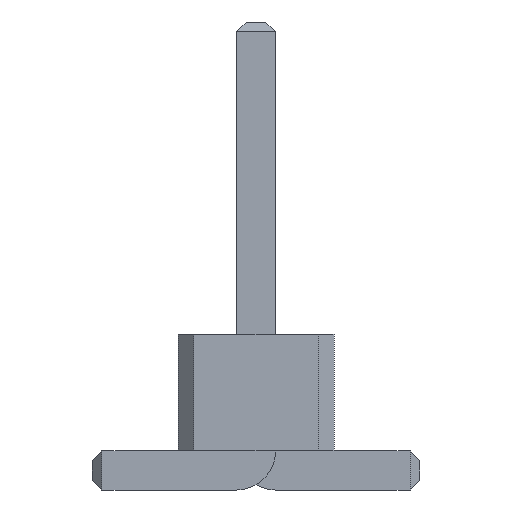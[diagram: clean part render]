
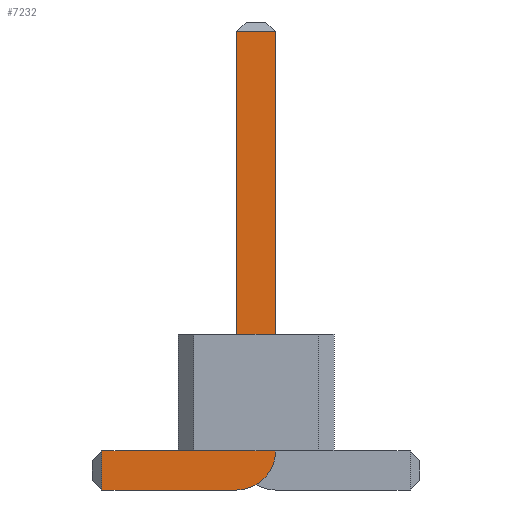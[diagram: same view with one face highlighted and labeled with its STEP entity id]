
A CAD part, front view. The second image highlights one B-rep face of the part: STEP entity #7232.
In plain terms, the highlighted planar face has unit normal (0, -1, 0).
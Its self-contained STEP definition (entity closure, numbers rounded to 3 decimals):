
#13=DIRECTION('',(0.,0.,1.));
#27=VECTOR('',#13,1.);
#56=DIRECTION('',(0.,-1.,0.));
#67=DIRECTION('',(1.,0.,0.));
#1523=VECTOR('',#67,1.);
#1576=DIRECTION('',(-1.,0.,0.));
#3029=VECTOR('',#1576,1.);
#3239=DIRECTION('',(0.,0.,-1.));
#3256=VECTOR('',#3239,1.);
#7087=DIRECTION('',(0.,-1.,0.));
#7088=DIRECTION('',(-1.,0.,0.));
#7095=VERTEX_POINT('',#7096);
#7096=CARTESIAN_POINT('',(-1.975,-25.25,0.));
#7098=ORIENTED_EDGE('',*,*,#7099,.T.);
#7099=EDGE_CURVE('',#7095,#7100,#7102,.T.);
#7100=VERTEX_POINT('',#7101);
#7101=CARTESIAN_POINT('',(-0.25,-25.25,0.));
#7102=LINE('',#7103,#1523);
#7103=CARTESIAN_POINT('',(-2.1,-25.25,0.));
#7135=VERTEX_POINT('',#7136);
#7136=CARTESIAN_POINT('',(0.25,-25.25,0.5));
#7139=EDGE_CURVE('',#7100,#7135,#7140,.T.);
#7140=CIRCLE('',#7141,0.5);
#7141=AXIS2_PLACEMENT_3D('',#7142,#56,#3239);
#7142=CARTESIAN_POINT('',(-0.25,-25.25,0.5));
#7150=VERTEX_POINT('',#7142);
#7152=ORIENTED_EDGE('',*,*,#7153,.T.);
#7153=EDGE_CURVE('',#7150,#7154,#7156,.T.);
#7154=VERTEX_POINT('',#7155);
#7155=CARTESIAN_POINT('',(-1.975,-25.25,0.5));
#7156=LINE('',#7142,#3029);
#7166=ORIENTED_EDGE('',*,*,#7167,.T.);
#7167=EDGE_CURVE('',#7135,#7168,#7170,.T.);
#7168=VERTEX_POINT('',#7169);
#7169=CARTESIAN_POINT('',(0.25,-25.25,5.875));
#7170=LINE('',#7171,#27);
#7171=CARTESIAN_POINT('',(0.25,-25.25,0.));
#7183=VERTEX_POINT('',#7184);
#7184=CARTESIAN_POINT('',(-0.25,-25.25,5.875));
#7186=ORIENTED_EDGE('',*,*,#7187,.T.);
#7187=EDGE_CURVE('',#7183,#7150,#7188,.T.);
#7188=LINE('',#7189,#3256);
#7189=CARTESIAN_POINT('',(-0.25,-25.25,6.));
#7232=ADVANCED_FACE('',(#7233),#7242,.T.);
#7233=FACE_BOUND('',#7234,.T.);
#7234=EDGE_LOOP('',(#7098,#7235,#7166,#7236,#7186,#7152,#7239));
#7235=ORIENTED_EDGE('',*,*,#7139,.T.);
#7236=ORIENTED_EDGE('',*,*,#7237,.T.);
#7237=EDGE_CURVE('',#7168,#7183,#7238,.T.);
#7238=LINE('',#7169,#3029);
#7239=ORIENTED_EDGE('',*,*,#7240,.T.);
#7240=EDGE_CURVE('',#7154,#7095,#7241,.T.);
#7241=LINE('',#7155,#3256);
#7242=PLANE('',#7243);
#7243=AXIS2_PLACEMENT_3D('',#7244,#7087,#7088);
#7244=CARTESIAN_POINT('',(-0.316,-25.25,2.391));
